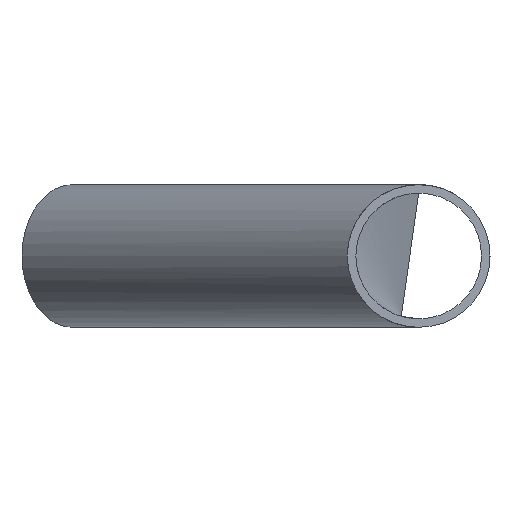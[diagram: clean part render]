
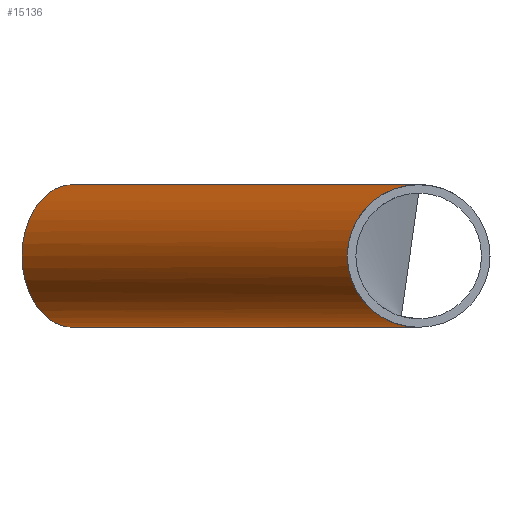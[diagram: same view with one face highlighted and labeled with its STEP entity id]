
A CAD part, left-side view. The second image highlights one B-rep face of the part: STEP entity #15136.
In plain terms, the highlighted cylindrical face has radius 16.85 mm (diameter 33.7 mm), a full revolution.
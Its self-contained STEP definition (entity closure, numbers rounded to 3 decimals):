
#6 = CARTESIAN_POINT ( 'NONE',  ( 65.118, 81.798, 0. ) ) ;
#86 = CARTESIAN_POINT ( 'NONE',  ( 65.118, 81.798, 0. ) ) ;
#2050 = CARTESIAN_POINT ( 'NONE',  ( -16.679, 0., -16.85 ) ) ;
#2116 = VERTEX_POINT ( 'NONE', #5213 ) ;
#2514 = DIRECTION ( 'NONE',  ( 0.707, 0.707, 0. ) ) ;
#3032 = AXIS2_PLACEMENT_3D ( 'NONE', #86, #2514, #11363 ) ;
#3284 = VERTEX_POINT ( 'NONE', #7000 ) ;
#3966 = FACE_OUTER_BOUND ( 'NONE', #11578, .T. ) ;
#4291 =( BOUNDED_CURVE ( )  B_SPLINE_CURVE ( 3, ( #15967, #14779, #9607, #13658 ),
 .UNSPECIFIED., .F., .F. ) 
 B_SPLINE_CURVE_WITH_KNOTS ( ( 4, 4 ),
 ( 1.571, 4.712 ),
 .UNSPECIFIED. ) 
 CURVE ( )  GEOMETRIC_REPRESENTATION_ITEM ( )  RATIONAL_B_SPLINE_CURVE ( ( 1., 0.333, 0.333, 1. ) ) 
 REPRESENTATION_ITEM ( '' )  );
#5213 = CARTESIAN_POINT ( 'NONE',  ( -16.679, 0., -16.85 ) ) ;
#5380 =( BOUNDED_CURVE ( )  B_SPLINE_CURVE ( 3, ( #13345, #5808, #6903, #2050 ),
 .UNSPECIFIED., .F., .F. ) 
 B_SPLINE_CURVE_WITH_KNOTS ( ( 4, 4 ),
 ( 4.712, 7.854 ),
 .UNSPECIFIED. ) 
 CURVE ( )  GEOMETRIC_REPRESENTATION_ITEM ( )  RATIONAL_B_SPLINE_CURVE ( ( 1., 0.333, 0.333, 1. ) ) 
 REPRESENTATION_ITEM ( '' )  );
#5808 = CARTESIAN_POINT ( 'NONE',  ( -30.638, 33.7, 16.85 ) ) ;
#5947 = FACE_OUTER_BOUND ( 'NONE', #9508, .T. ) ;
#6494 = ORIENTED_EDGE ( 'NONE', *, *, #16018, .F. ) ;
#6856 = EDGE_CURVE ( 'NONE', #8636, #8636, #9532, .T. ) ;
#6903 = CARTESIAN_POINT ( 'NONE',  ( -30.638, 33.7, -16.85 ) ) ;
#7000 = CARTESIAN_POINT ( 'NONE',  ( -16.679, 0., 16.85 ) ) ;
#8636 = VERTEX_POINT ( 'NONE', #13112 ) ;
#9508 = EDGE_LOOP ( 'NONE', ( #14481, #6494 ) ) ;
#9522 = ORIENTED_EDGE ( 'NONE', *, *, #6856, .F. ) ;
#9532 = CIRCLE ( 'NONE', #10586, 16.85 ) ;
#9607 = CARTESIAN_POINT ( 'NONE',  ( 64.679, 33.7, 16.85 ) ) ;
#10586 = AXIS2_PLACEMENT_3D ( 'NONE', #6, #15060, #12506 ) ;
#11363 = DIRECTION ( 'NONE',  ( -0.707, 0.707, 0. ) ) ;
#11578 = EDGE_LOOP ( 'NONE', ( #9522 ) ) ;
#12506 = DIRECTION ( 'NONE',  ( -0.707, 0.707, 0. ) ) ;
#12596 = EDGE_CURVE ( 'NONE', #2116, #3284, #4291, .T. ) ;
#13112 = CARTESIAN_POINT ( 'NONE',  ( 53.204, 93.713, 0. ) ) ;
#13345 = CARTESIAN_POINT ( 'NONE',  ( -16.679, 0., 16.85 ) ) ;
#13637 = CYLINDRICAL_SURFACE ( 'NONE', #3032, 16.85 ) ;
#13658 = CARTESIAN_POINT ( 'NONE',  ( -16.679, 0., 16.85 ) ) ;
#14481 = ORIENTED_EDGE ( 'NONE', *, *, #12596, .F. ) ;
#14779 = CARTESIAN_POINT ( 'NONE',  ( 64.679, 33.7, -16.85 ) ) ;
#15060 = DIRECTION ( 'NONE',  ( 0.707, 0.707, 0. ) ) ;
#15136 = ADVANCED_FACE ( 'NONE', ( #5947, #3966 ), #13637, .T. ) ;
#15967 = CARTESIAN_POINT ( 'NONE',  ( -16.679, 0., -16.85 ) ) ;
#16018 = EDGE_CURVE ( 'NONE', #3284, #2116, #5380, .T. ) ;
